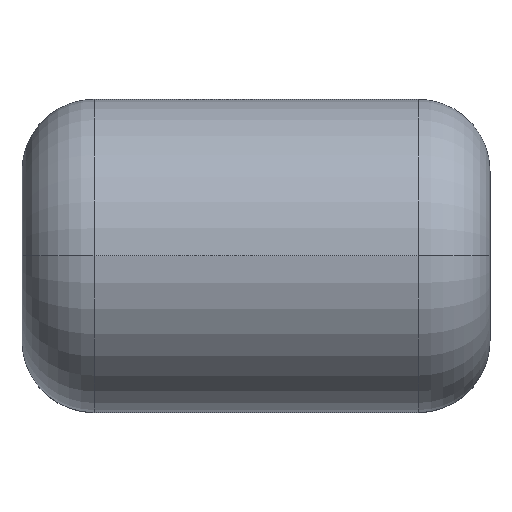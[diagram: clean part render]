
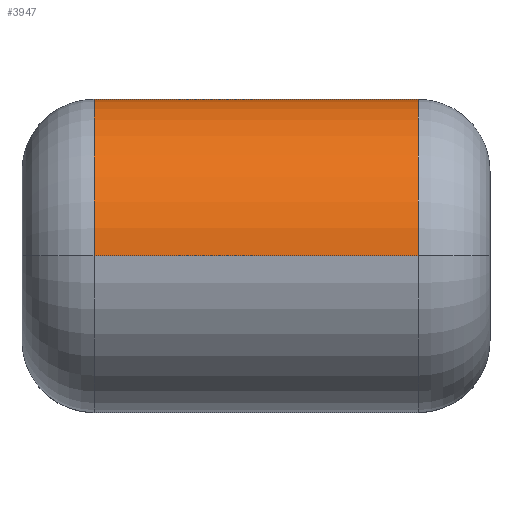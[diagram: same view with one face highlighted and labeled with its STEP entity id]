
A CAD part, top view. The second image highlights one B-rep face of the part: STEP entity #3947.
In plain terms, the highlighted cylindrical face has radius 4.35 mm (diameter 8.7 mm), a partial arc.
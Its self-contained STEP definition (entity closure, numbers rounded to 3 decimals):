
#221 = ORIENTED_EDGE ( 'NONE', *, *, #4919, .F. ) ;
#465 = EDGE_LOOP ( 'NONE', ( #221, #6105, #6783, #541 ) ) ;
#502 = CIRCLE ( 'NONE', #7896, 4.35 ) ;
#541 = ORIENTED_EDGE ( 'NONE', *, *, #3879, .T. ) ;
#1419 = DIRECTION ( 'NONE',  ( 1., 0., 0. ) ) ;
#1490 = CARTESIAN_POINT ( 'NONE',  ( 0., 0., 13.55 ) ) ;
#1947 = DIRECTION ( 'NONE',  ( 1., 0., 0. ) ) ;
#2012 = CARTESIAN_POINT ( 'NONE',  ( -4.5, 0., 13.55 ) ) ;
#2136 = VERTEX_POINT ( 'NONE', #9437 ) ;
#3261 = DIRECTION ( 'NONE',  ( 0., 0., 1. ) ) ;
#3464 = CARTESIAN_POINT ( 'NONE',  ( -6.5, 4.35, 13.55 ) ) ;
#3494 = DIRECTION ( 'NONE',  ( -1., 0., 0. ) ) ;
#3674 = DIRECTION ( 'NONE',  ( -1., 0., 0. ) ) ;
#3879 = EDGE_CURVE ( 'NONE', #4214, #12832, #4688, .T. ) ;
#3947 = ADVANCED_FACE ( 'NONE', ( #5707 ), #13116, .T. ) ;
#4017 = LINE ( 'NONE', #3464, #6112 ) ;
#4045 = DIRECTION ( 'NONE',  ( 0., 0., -1. ) ) ;
#4214 = VERTEX_POINT ( 'NONE', #9182 ) ;
#4688 = CIRCLE ( 'NONE', #5820, 4.35 ) ;
#4919 = EDGE_CURVE ( 'NONE', #6306, #12832, #4017, .T. ) ;
#5707 = FACE_OUTER_BOUND ( 'NONE', #465, .T. ) ;
#5787 = LINE ( 'NONE', #8815, #11518 ) ;
#5820 = AXIS2_PLACEMENT_3D ( 'NONE', #9713, #7599, #3261 ) ;
#5990 = DIRECTION ( 'NONE',  ( 0., 0., 1. ) ) ;
#6105 = ORIENTED_EDGE ( 'NONE', *, *, #8692, .T. ) ;
#6112 = VECTOR ( 'NONE', #1419, 1000. ) ;
#6306 = VERTEX_POINT ( 'NONE', #12802 ) ;
#6783 = ORIENTED_EDGE ( 'NONE', *, *, #13754, .F. ) ;
#7599 = DIRECTION ( 'NONE',  ( -1., 0., 0. ) ) ;
#7896 = AXIS2_PLACEMENT_3D ( 'NONE', #2012, #1947, #4045 ) ;
#8117 = CARTESIAN_POINT ( 'NONE',  ( 4.5, 4.35, 13.55 ) ) ;
#8692 = EDGE_CURVE ( 'NONE', #6306, #2136, #502, .T. ) ;
#8815 = CARTESIAN_POINT ( 'NONE',  ( 0., 0., 17.9 ) ) ;
#9182 = CARTESIAN_POINT ( 'NONE',  ( 4.5, 0., 17.9 ) ) ;
#9437 = CARTESIAN_POINT ( 'NONE',  ( -4.5, 0., 17.9 ) ) ;
#9713 = CARTESIAN_POINT ( 'NONE',  ( 4.5, 0., 13.55 ) ) ;
#11518 = VECTOR ( 'NONE', #3494, 1000. ) ;
#12378 = AXIS2_PLACEMENT_3D ( 'NONE', #1490, #3674, #5990 ) ;
#12802 = CARTESIAN_POINT ( 'NONE',  ( -4.5, 4.35, 13.55 ) ) ;
#12832 = VERTEX_POINT ( 'NONE', #8117 ) ;
#13116 = CYLINDRICAL_SURFACE ( 'NONE', #12378, 4.35 ) ;
#13754 = EDGE_CURVE ( 'NONE', #4214, #2136, #5787, .T. ) ;
